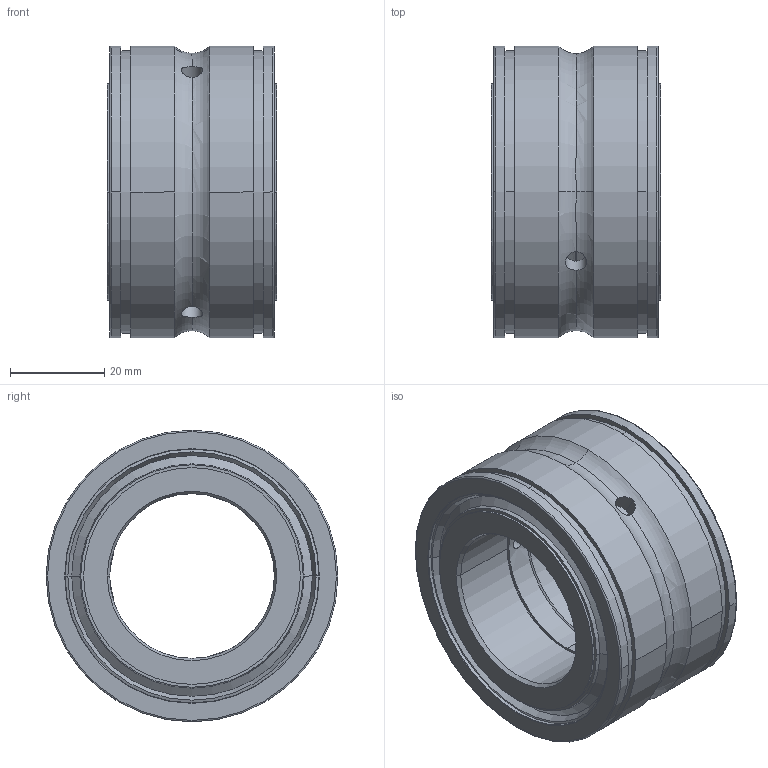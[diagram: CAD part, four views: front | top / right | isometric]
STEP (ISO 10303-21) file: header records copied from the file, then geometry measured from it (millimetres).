
FILE_DESCRIPTION(('STEP AP214'),'1');
FILE_NAME('skf_bearing_nnf_5007_adb-2lsv_2.stp','2024-09-09T14:34:28',('TraceParts'),('TraceParts S.A.'),'Spatial InterOp 3D',' ',' ');
FILE_SCHEMA(('AUTOMOTIVE_DESIGN { 1 0 10303 214 1 1 1 1 }'));
Length unit declared in the file: millimetre
Products named in the file (1): skf_bearing_nnf_5007_adb-2lsv_2_1
Bounding box: 36 x 62 x 62 mm (x, y, z)
Volume: 59587.9 mm3; surface area: 44311.6 mm2
Topology: 6 solids, 6 shells, 656 faces, 1773 edges, 1240 vertices
Faces by surface type: torus 322, cylinder 168, plane 130, cone 36
Entity records: 25966 total; most frequent: CARTESIAN_POINT 8663, DIRECTION 3957, ORIENTED_EDGE 3546, AXIS2_PLACEMENT_3D 1876, EDGE_CURVE 1773, VERTEX_POINT 1240, CIRCLE 1214, EDGE_LOOP 791
